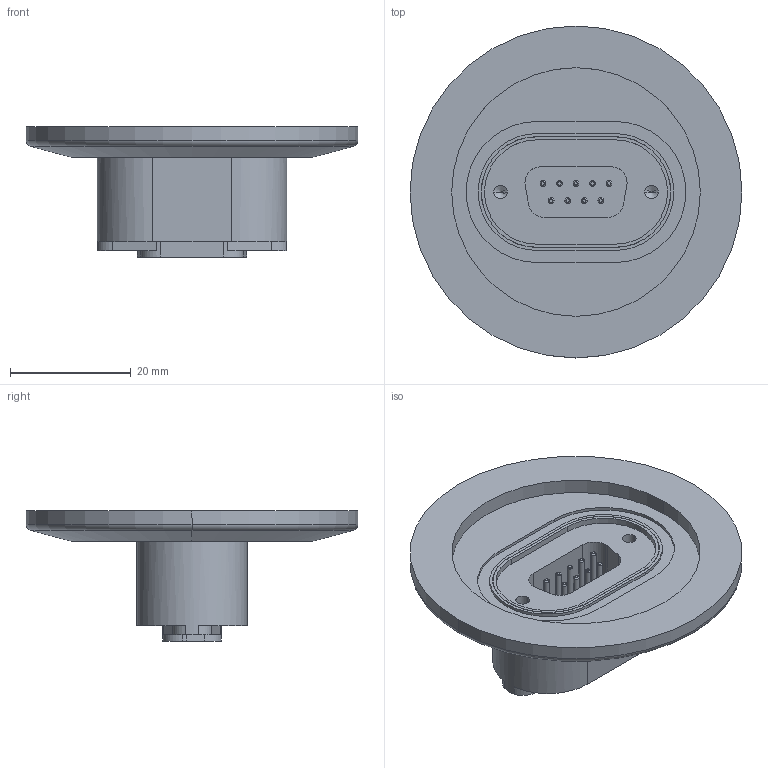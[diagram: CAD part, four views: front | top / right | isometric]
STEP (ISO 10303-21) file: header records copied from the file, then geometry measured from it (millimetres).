
FILE_DESCRIPTION (( 'STEP AP214' ), '1' );
FILE_NAME ('120XSD040-9.step', '2017-07-10T06:51:45', ( 'install' ), ( '' ), 'SwSTEP 2.0', 'SolidWorks 2015', '' );
FILE_SCHEMA (( 'AUTOMOTIVE_DESIGN' ));
Length unit declared in the file: millimetre
Products named in the file (1): 120XSD040-9
Bounding box: 55 x 55 x 21.55 mm (x, y, z)
Volume: 12393.4 mm3; surface area: 8733.6 mm2
Topology: 2 solids, 2 shells, 188 faces, 438 edges, 274 vertices
Faces by surface type: cylinder 82, plane 58, bspline 36, cone 10, torus 2
Entity records: 5793 total; most frequent: CARTESIAN_POINT 1541, DIRECTION 920, ORIENTED_EDGE 860, EDGE_CURVE 430, AXIS2_PLACEMENT_3D 373, VERTEX_POINT 274, CIRCLE 220, EDGE_LOOP 218
